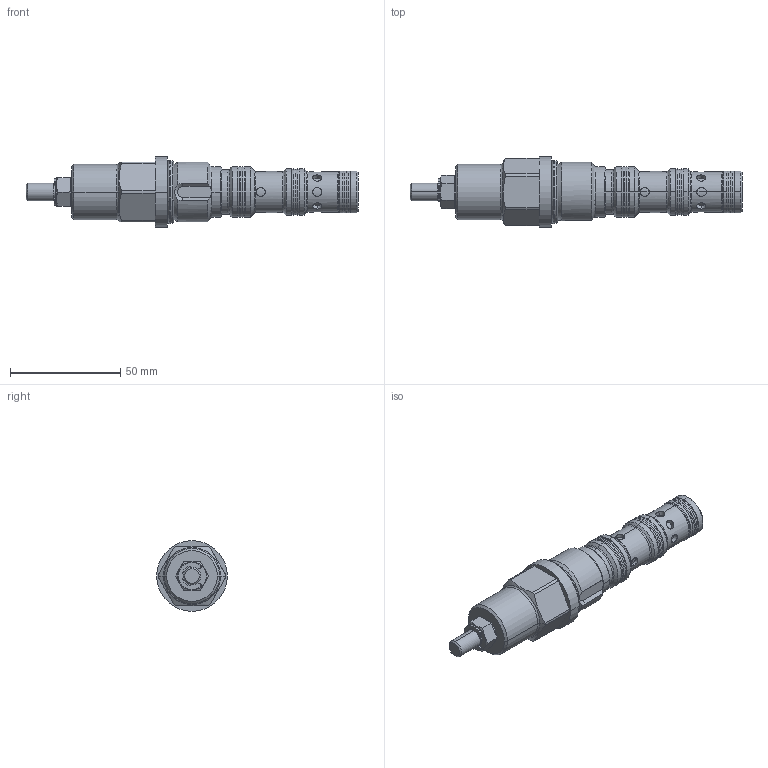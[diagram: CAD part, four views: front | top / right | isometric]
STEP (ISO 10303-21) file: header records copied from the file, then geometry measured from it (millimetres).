
FILE_DESCRIPTION (( 'STEP AP214' ), '1' );
FILE_NAME ('456.K3_Kunde.STEP', '2017-02-22T06:56:50', ( 'user' ), ( '' ), 'SwSTEP 2.0', 'SolidWorks 2016', '' );
FILE_SCHEMA (( 'AUTOMOTIVE_DESIGN' ));
Length unit declared in the file: millimetre
Products named in the file (1): 456.K3_Kunde
Bounding box: 150.57 x 32 x 32 mm (x, y, z)
Volume: 58761.2 mm3; surface area: 13436.1 mm2
Topology: 3 solids, 3 shells, 239 faces, 527 edges, 316 vertices
Faces by surface type: cylinder 101, plane 47, torus 34, cone 33, bspline 24
Entity records: 8096 total; most frequent: CARTESIAN_POINT 2784, DIRECTION 1113, ORIENTED_EDGE 1054, EDGE_CURVE 527, AXIS2_PLACEMENT_3D 459, VERTEX_POINT 316, EDGE_LOOP 263, CIRCLE 243
